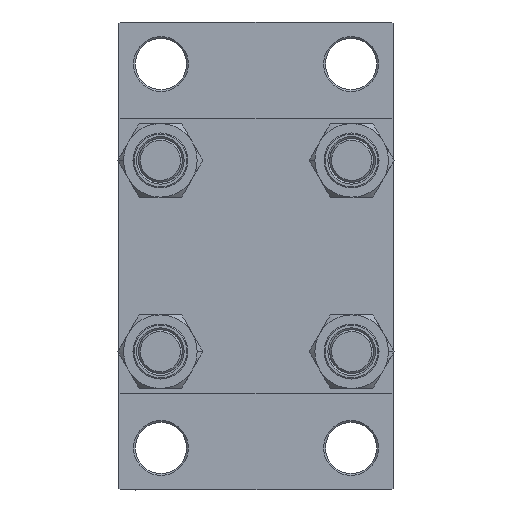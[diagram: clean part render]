
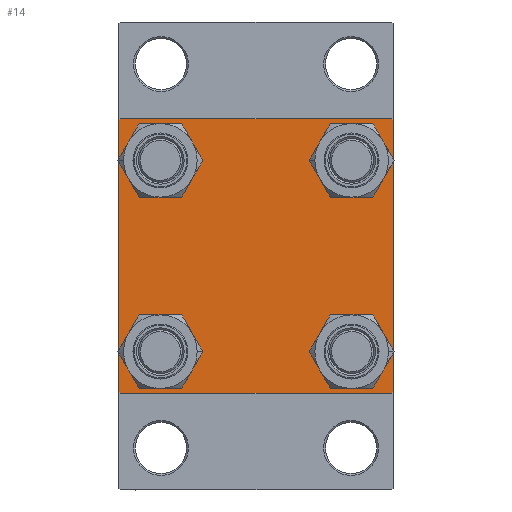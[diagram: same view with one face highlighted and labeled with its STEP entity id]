
A CAD part, left-side view. The second image highlights one B-rep face of the part: STEP entity #14.
In plain terms, the highlighted planar face has unit normal (-1, 0, 0).
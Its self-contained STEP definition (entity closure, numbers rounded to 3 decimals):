
#14 = ADVANCED_FACE ( 'NONE', ( #42695, #10324, #39600, #42218, #17771 ), #35275, .T. ) ;
#201 = ORIENTED_EDGE ( 'NONE', *, *, #2131, .T. ) ;
#386 = VECTOR ( 'NONE', #13146, 1000. ) ;
#789 = EDGE_CURVE ( 'NONE', #9867, #44824, #44013, .T. ) ;
#896 = EDGE_CURVE ( 'NONE', #46850, #39860, #16340, .T. ) ;
#1440 = CARTESIAN_POINT ( 'NONE',  ( 0., 26.15, 32.65 ) ) ;
#1875 = CARTESIAN_POINT ( 'NONE',  ( 0., 37.5, 37.5 ) ) ;
#1969 = EDGE_CURVE ( 'NONE', #45716, #12379, #32880, .T. ) ;
#2131 = EDGE_CURVE ( 'NONE', #12379, #21147, #10007, .T. ) ;
#2686 = VECTOR ( 'NONE', #7430, 1000. ) ;
#2823 = DIRECTION ( 'NONE',  ( 1., 0., 0. ) ) ;
#3545 = CARTESIAN_POINT ( 'NONE',  ( 0., -26.15, -26.15 ) ) ;
#3720 = VERTEX_POINT ( 'NONE', #11168 ) ;
#3776 = DIRECTION ( 'NONE',  ( 0., 0., 1. ) ) ;
#4490 = VERTEX_POINT ( 'NONE', #16529 ) ;
#4736 = EDGE_CURVE ( 'NONE', #36626, #3720, #37389, .T. ) ;
#5048 = EDGE_CURVE ( 'NONE', #44386, #33019, #47327, .T. ) ;
#5071 = EDGE_CURVE ( 'NONE', #33019, #44386, #23823, .T. ) ;
#5138 = CARTESIAN_POINT ( 'NONE',  ( 0., 26.15, -26.15 ) ) ;
#5814 = ORIENTED_EDGE ( 'NONE', *, *, #896, .F. ) ;
#5833 = VECTOR ( 'NONE', #39889, 1000. ) ;
#6024 = LINE ( 'NONE', #20670, #38755 ) ;
#6141 = EDGE_LOOP ( 'NONE', ( #17071, #7014, #201, #42872, #45337, #36125, #5814, #16578 ) ) ;
#6232 = DIRECTION ( 'NONE',  ( 0., 0., 1. ) ) ;
#6396 = DIRECTION ( 'NONE',  ( 0., -1., 0. ) ) ;
#6496 = CARTESIAN_POINT ( 'NONE',  ( 0., 37., -37.5 ) ) ;
#6896 = DIRECTION ( 'NONE',  ( 0., 0., 1. ) ) ;
#7014 = ORIENTED_EDGE ( 'NONE', *, *, #1969, .T. ) ;
#7130 = ORIENTED_EDGE ( 'NONE', *, *, #37236, .T. ) ;
#7430 = DIRECTION ( 'NONE',  ( 0., -0.707, -0.707 ) ) ;
#7737 = DIRECTION ( 'NONE',  ( 1., 0., 0. ) ) ;
#7858 = CARTESIAN_POINT ( 'NONE',  ( 0., -26.15, -32.65 ) ) ;
#8518 = AXIS2_PLACEMENT_3D ( 'NONE', #3545, #32590, #6896 ) ;
#8623 = AXIS2_PLACEMENT_3D ( 'NONE', #12466, #34082, #41970 ) ;
#9847 = DIRECTION ( 'NONE',  ( -1., 0., 0. ) ) ;
#9867 = VERTEX_POINT ( 'NONE', #32938 ) ;
#10007 = LINE ( 'NONE', #39274, #11913 ) ;
#10032 = ORIENTED_EDGE ( 'NONE', *, *, #5048, .T. ) ;
#10219 = AXIS2_PLACEMENT_3D ( 'NONE', #45281, #18704, #23021 ) ;
#10324 = FACE_BOUND ( 'NONE', #46414, .T. ) ;
#11005 = AXIS2_PLACEMENT_3D ( 'NONE', #29332, #43922, #11082 ) ;
#11082 = DIRECTION ( 'NONE',  ( 0., 0., 1. ) ) ;
#11083 = CARTESIAN_POINT ( 'NONE',  ( 0., 26.15, -26.15 ) ) ;
#11168 = CARTESIAN_POINT ( 'NONE',  ( 0., 26.15, -32.65 ) ) ;
#11319 = AXIS2_PLACEMENT_3D ( 'NONE', #5138, #23152, #37774 ) ;
#11671 = EDGE_CURVE ( 'NONE', #23908, #39860, #44847, .T. ) ;
#11913 = VECTOR ( 'NONE', #6396, 1000. ) ;
#11996 = DIRECTION ( 'NONE',  ( 0., 0.707, 0.707 ) ) ;
#12379 = VERTEX_POINT ( 'NONE', #6496 ) ;
#12466 = CARTESIAN_POINT ( 'NONE',  ( 0., 26.15, 26.15 ) ) ;
#12748 = CARTESIAN_POINT ( 'NONE',  ( 0., 37.5, 37.5 ) ) ;
#13146 = DIRECTION ( 'NONE',  ( 0., 0., -1. ) ) ;
#14551 = EDGE_CURVE ( 'NONE', #44824, #9867, #40093, .T. ) ;
#15436 = ORIENTED_EDGE ( 'NONE', *, *, #4736, .T. ) ;
#16340 = LINE ( 'NONE', #12748, #39401 ) ;
#16529 = CARTESIAN_POINT ( 'NONE',  ( 0., 26.15, 19.65 ) ) ;
#16578 = ORIENTED_EDGE ( 'NONE', *, *, #46066, .T. ) ;
#17071 = ORIENTED_EDGE ( 'NONE', *, *, #40742, .T. ) ;
#17615 = CARTESIAN_POINT ( 'NONE',  ( 0., -26.15, 19.65 ) ) ;
#17771 = FACE_OUTER_BOUND ( 'NONE', #6141, .T. ) ;
#18704 = DIRECTION ( 'NONE',  ( 1., 0., 0. ) ) ;
#19255 = CARTESIAN_POINT ( 'NONE',  ( 0., -26.15, 26.15 ) ) ;
#19351 = VECTOR ( 'NONE', #11996, 1000. ) ;
#19891 = LINE ( 'NONE', #1875, #386 ) ;
#20670 = CARTESIAN_POINT ( 'NONE',  ( 0., 37.25, 37.25 ) ) ;
#20958 = VERTEX_POINT ( 'NONE', #28567 ) ;
#21147 = VERTEX_POINT ( 'NONE', #27549 ) ;
#22199 = VERTEX_POINT ( 'NONE', #24809 ) ;
#22361 = DIRECTION ( 'NONE',  ( 1., 0., 0. ) ) ;
#22675 = VECTOR ( 'NONE', #32854, 1000. ) ;
#22791 = EDGE_CURVE ( 'NONE', #21147, #22199, #43616, .T. ) ;
#23021 = DIRECTION ( 'NONE',  ( 0., 0., 1. ) ) ;
#23152 = DIRECTION ( 'NONE',  ( 1., 0., 0. ) ) ;
#23235 = VERTEX_POINT ( 'NONE', #1440 ) ;
#23349 = AXIS2_PLACEMENT_3D ( 'NONE', #19255, #7737, #29833 ) ;
#23605 = CARTESIAN_POINT ( 'NONE',  ( 0., -37.5, 37.5 ) ) ;
#23823 = CIRCLE ( 'NONE', #8518, 6.5 ) ;
#23908 = VERTEX_POINT ( 'NONE', #44037 ) ;
#24000 = EDGE_LOOP ( 'NONE', ( #15436, #24445 ) ) ;
#24403 = CIRCLE ( 'NONE', #36681, 6.5 ) ;
#24445 = ORIENTED_EDGE ( 'NONE', *, *, #30221, .T. ) ;
#24736 = CIRCLE ( 'NONE', #8623, 6.5 ) ;
#24809 = CARTESIAN_POINT ( 'NONE',  ( 0., -37.5, -37. ) ) ;
#24811 = CIRCLE ( 'NONE', #11005, 6.5 ) ;
#25414 = CARTESIAN_POINT ( 'NONE',  ( 0., -37.25, -37.25 ) ) ;
#25734 = DIRECTION ( 'NONE',  ( 0., 0., 1. ) ) ;
#26664 = AXIS2_PLACEMENT_3D ( 'NONE', #32115, #2823, #3776 ) ;
#27191 = LINE ( 'NONE', #23605, #5833 ) ;
#27387 = DIRECTION ( 'NONE',  ( 0., -1., 0. ) ) ;
#27549 = CARTESIAN_POINT ( 'NONE',  ( 0., -37., -37.5 ) ) ;
#28567 = CARTESIAN_POINT ( 'NONE',  ( 0., 37.5, 37. ) ) ;
#29270 = CARTESIAN_POINT ( 'NONE',  ( 0., 26.15, -19.65 ) ) ;
#29332 = CARTESIAN_POINT ( 'NONE',  ( 0., 26.15, 26.15 ) ) ;
#29379 = CARTESIAN_POINT ( 'NONE',  ( 0., 37.5, -37. ) ) ;
#29818 = CARTESIAN_POINT ( 'NONE',  ( 0., -26.15, -19.65 ) ) ;
#29833 = DIRECTION ( 'NONE',  ( 0., 0., 1. ) ) ;
#30221 = EDGE_CURVE ( 'NONE', #3720, #36626, #24403, .T. ) ;
#30830 = ORIENTED_EDGE ( 'NONE', *, *, #789, .T. ) ;
#32115 = CARTESIAN_POINT ( 'NONE',  ( 0., -26.15, -26.15 ) ) ;
#32425 = ORIENTED_EDGE ( 'NONE', *, *, #5071, .T. ) ;
#32590 = DIRECTION ( 'NONE',  ( 1., 0., 0. ) ) ;
#32854 = DIRECTION ( 'NONE',  ( 0., -0.707, 0.707 ) ) ;
#32880 = LINE ( 'NONE', #40302, #2686 ) ;
#32938 = CARTESIAN_POINT ( 'NONE',  ( 0., -26.15, 32.65 ) ) ;
#33019 = VERTEX_POINT ( 'NONE', #29818 ) ;
#34082 = DIRECTION ( 'NONE',  ( 1., 0., 0. ) ) ;
#34571 = EDGE_CURVE ( 'NONE', #4490, #23235, #24736, .T. ) ;
#34684 = ORIENTED_EDGE ( 'NONE', *, *, #34571, .T. ) ;
#35275 = PLANE ( 'NONE',  #37124 ) ;
#35296 = DIRECTION ( 'NONE',  ( 0., 0.707, -0.707 ) ) ;
#36125 = ORIENTED_EDGE ( 'NONE', *, *, #11671, .T. ) ;
#36626 = VERTEX_POINT ( 'NONE', #29270 ) ;
#36681 = AXIS2_PLACEMENT_3D ( 'NONE', #11083, #22361, #25734 ) ;
#37124 = AXIS2_PLACEMENT_3D ( 'NONE', #46767, #9847, #6232 ) ;
#37236 = EDGE_CURVE ( 'NONE', #23235, #4490, #24811, .T. ) ;
#37389 = CIRCLE ( 'NONE', #11319, 6.5 ) ;
#37774 = DIRECTION ( 'NONE',  ( 0., 0., 1. ) ) ;
#38134 = CARTESIAN_POINT ( 'NONE',  ( 0., -37.25, 37.25 ) ) ;
#38582 = ORIENTED_EDGE ( 'NONE', *, *, #14551, .T. ) ;
#38755 = VECTOR ( 'NONE', #35296, 1000. ) ;
#39274 = CARTESIAN_POINT ( 'NONE',  ( 0., 37.5, -37.5 ) ) ;
#39401 = VECTOR ( 'NONE', #27387, 1000. ) ;
#39600 = FACE_BOUND ( 'NONE', #24000, .T. ) ;
#39860 = VERTEX_POINT ( 'NONE', #44829 ) ;
#39889 = DIRECTION ( 'NONE',  ( 0., 0., -1. ) ) ;
#40093 = CIRCLE ( 'NONE', #10219, 6.5 ) ;
#40302 = CARTESIAN_POINT ( 'NONE',  ( 0., 37.25, -37.25 ) ) ;
#40547 = CARTESIAN_POINT ( 'NONE',  ( 0., 37., 37.5 ) ) ;
#40742 = EDGE_CURVE ( 'NONE', #20958, #45716, #19891, .T. ) ;
#41970 = DIRECTION ( 'NONE',  ( 0., 0., 1. ) ) ;
#42218 = FACE_BOUND ( 'NONE', #46276, .T. ) ;
#42645 = EDGE_LOOP ( 'NONE', ( #30830, #38582 ) ) ;
#42695 = FACE_BOUND ( 'NONE', #42645, .T. ) ;
#42872 = ORIENTED_EDGE ( 'NONE', *, *, #22791, .T. ) ;
#43616 = LINE ( 'NONE', #25414, #22675 ) ;
#43922 = DIRECTION ( 'NONE',  ( 1., 0., 0. ) ) ;
#44013 = CIRCLE ( 'NONE', #23349, 6.5 ) ;
#44037 = CARTESIAN_POINT ( 'NONE',  ( 0., -37.5, 37. ) ) ;
#44386 = VERTEX_POINT ( 'NONE', #7858 ) ;
#44824 = VERTEX_POINT ( 'NONE', #17615 ) ;
#44829 = CARTESIAN_POINT ( 'NONE',  ( 0., -37., 37.5 ) ) ;
#44847 = LINE ( 'NONE', #38134, #19351 ) ;
#45281 = CARTESIAN_POINT ( 'NONE',  ( 0., -26.15, 26.15 ) ) ;
#45337 = ORIENTED_EDGE ( 'NONE', *, *, #46460, .F. ) ;
#45716 = VERTEX_POINT ( 'NONE', #29379 ) ;
#46066 = EDGE_CURVE ( 'NONE', #46850, #20958, #6024, .T. ) ;
#46276 = EDGE_LOOP ( 'NONE', ( #7130, #34684 ) ) ;
#46414 = EDGE_LOOP ( 'NONE', ( #32425, #10032 ) ) ;
#46460 = EDGE_CURVE ( 'NONE', #23908, #22199, #27191, .T. ) ;
#46767 = CARTESIAN_POINT ( 'NONE',  ( 0., 0., 0. ) ) ;
#46850 = VERTEX_POINT ( 'NONE', #40547 ) ;
#47327 = CIRCLE ( 'NONE', #26664, 6.5 ) ;
